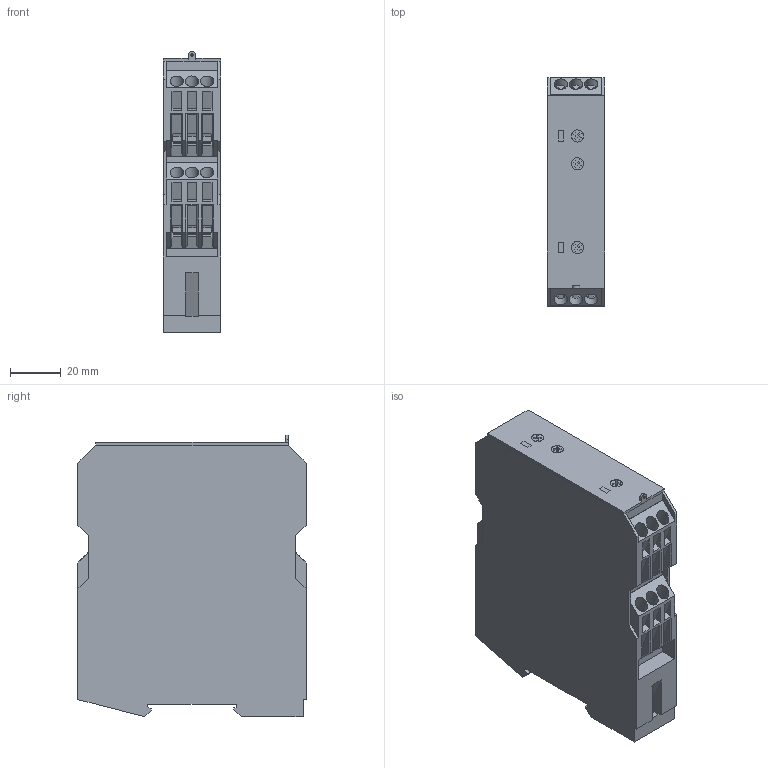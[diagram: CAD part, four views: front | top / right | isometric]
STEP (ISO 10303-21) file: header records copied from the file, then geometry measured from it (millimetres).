
FILE_DESCRIPTION(('Creo Elements/Direct Modeling STEP Export'),'2;1');
FILE_NAME('model.stp','2020-06-03T11:48:37',(''),(''),'Creo Elements/Direct Modeling STEP processor for AP214 (Solid Model)','Creo Elements/Direct Modeling 20.1A 29-Sep-2018 (C) Parametric Technology GmbH','');
FILE_SCHEMA(('AUTOMOTIVE_DESIGN { 1 0 10303 214 1 1 1 1 }'));
Length unit declared in the file: millimetre
Products named in the file (2): ETD-SL-1T-DTF-400-select
Assembly tree (1 placements, depth 2):
  ETD-SL-1T-DTF-400-select
    ETD-SL-1T-DTF-400-select
Bounding box: 22.5 x 90 x 111 mm (x, y, z)
Volume: 198350.8 mm3; surface area: 33719.1 mm2
Topology: 1 solids, 1 shells, 635 faces, 1842 edges, 1239 vertices
Faces by surface type: plane 584, cylinder 33, extrusion 18
Entity records: 25692 total; most frequent: CARTESIAN_POINT 4713, ORIENTED_EDGE 3684, DIRECTION 2732, EDGE_CURVE 1842, VECTOR 1544, LINE 1526, VERTEX_POINT 1239, EDGE_LOOP 669
